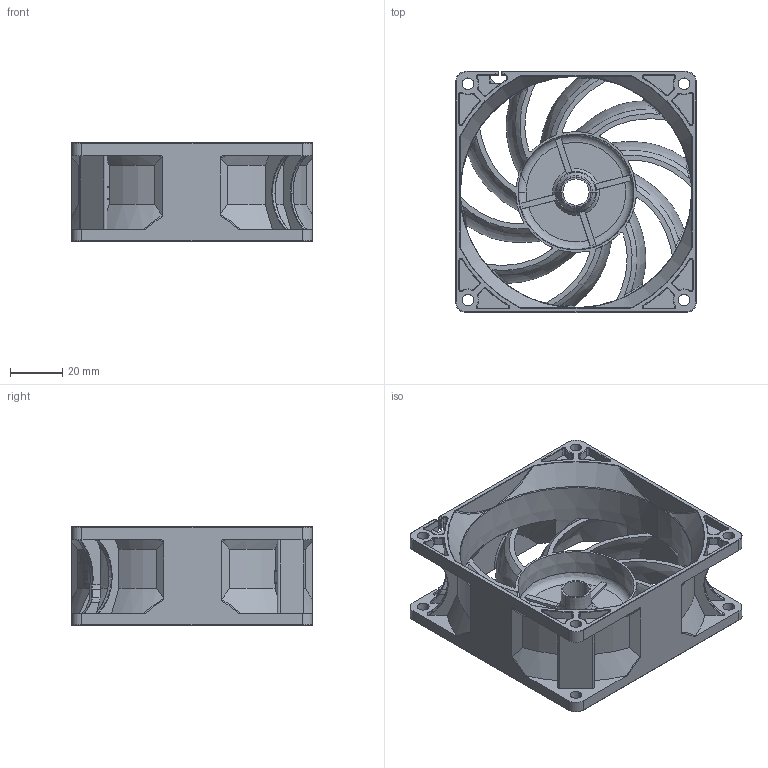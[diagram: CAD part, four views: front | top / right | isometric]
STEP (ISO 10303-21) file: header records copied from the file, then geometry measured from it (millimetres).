
FILE_DESCRIPTION(/* description */ (''),/* implementation_level */ '2;1');
FILE_NAME(/* name */ '9238-外框.step',/* time_stamp */ '2023-07-27T13:50:41+08:00',/* author */ (''),/* organization */ (''),/* preprocessor_version */ 'ST-DEVELOPER v16',/* originating_system */ 'SIEMENS PLM Software NX 10.0',/* authorisation */ '');
FILE_SCHEMA (('AUTOMOTIVE_DESIGN { 1 0 10303 214 3 1 1 1 }'));
Products named in the file (1): 9238-外框
Bounding box: 92 x 92 x 37.7 mm (x, y, z)
Volume: 39876.1 mm3; surface area: 50865.2 mm2
Topology: 1 solids, 1 shells, 1081 faces, 2927 edges, 1848 vertices
Faces by surface type: plane 384, cylinder 249, bspline 152, cone 152, torus 129, sphere 9, extrusion 6
Entity records: 46202 total; most frequent: CARTESIAN_POINT 20081, ORIENTED_EDGE 5854, DIRECTION 5078, EDGE_CURVE 2927, AXIS2_PLACEMENT_3D 1891, VERTEX_POINT 1848, VECTOR 1296, LINE 1290
